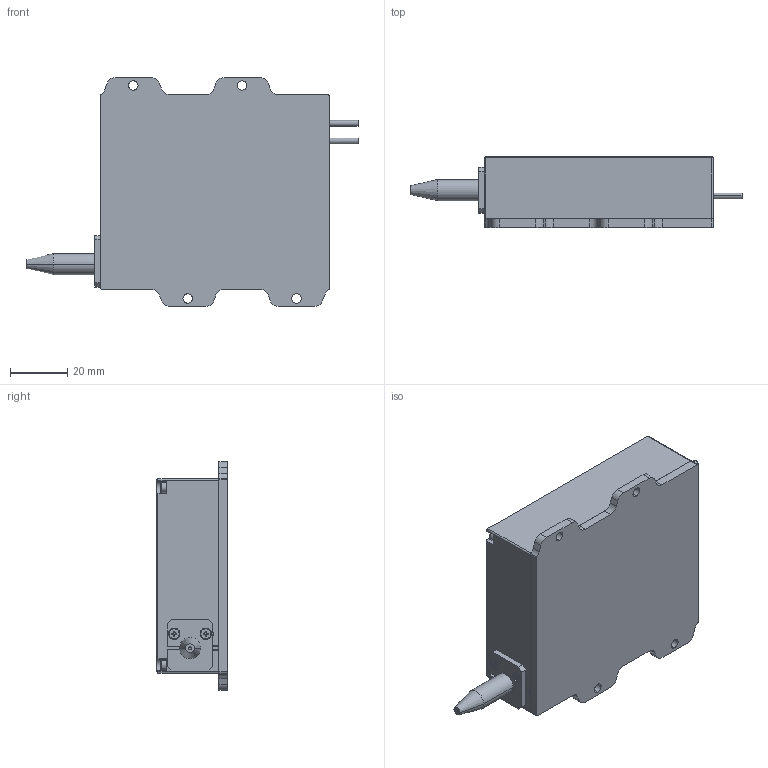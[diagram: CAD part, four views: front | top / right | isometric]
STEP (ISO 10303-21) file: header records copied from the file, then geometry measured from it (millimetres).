
FILE_DESCRIPTION (( 'STEP AP203' ), '1' );
FILE_NAME ('N10郪璃.STEP', '2019-02-26T07:11:26', ( '' ), ( '' ), 'SwSTEP 2.0', 'SolidWorks 2014', '' );
FILE_SCHEMA (( 'CONFIG_CONTROL_DESIGN' ));
Length unit declared in the file: millimetre
Products named in the file (1): N10郪璃
Bounding box: 116 x 24.8 x 80 mm (x, y, z)
Surface area: 22065 mm2 (no closed solid volume)
Topology: 0 solids, 21 shells, 245 faces, 734 edges, 501 vertices
Faces by surface type: plane 135, cylinder 82, cone 16, torus 12
Entity records: 8259 total; most frequent: CARTESIAN_POINT 1507, DIRECTION 1453, ORIENTED_EDGE 1227, EDGE_CURVE 724, VERTEX_POINT 501, AXIS2_PLACEMENT_3D 487, LINE 479, VECTOR 479
